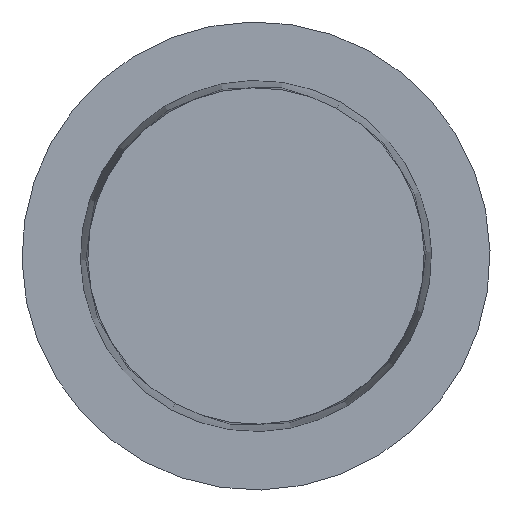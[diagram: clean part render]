
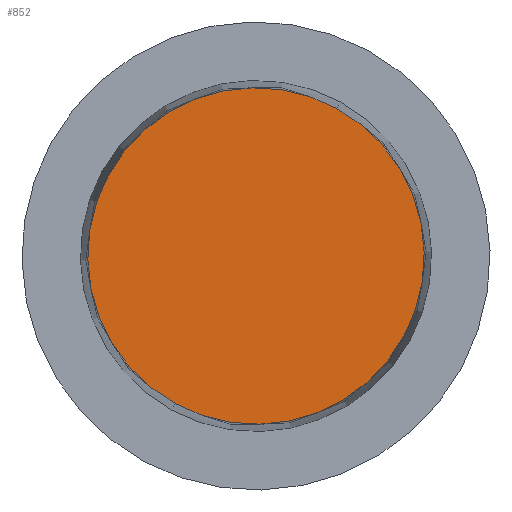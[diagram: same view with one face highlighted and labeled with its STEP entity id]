
A CAD part, front view. The second image highlights one B-rep face of the part: STEP entity #852.
In plain terms, the highlighted planar face has unit normal (0, -1, 0).
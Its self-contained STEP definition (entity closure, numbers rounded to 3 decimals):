
#829=CARTESIAN_POINT('Axis2P3D Location',(0.,-62.,5.75)) ;
#834=CARTESIAN_POINT('Axis2P3D Location',(0.,-62.,0.)) ;
#838=CARTESIAN_POINT('Vertex',(2.757,-62.,5.046)) ;
#840=CARTESIAN_POINT('Vertex',(-2.757,-62.,-5.046)) ;
#843=CARTESIAN_POINT('Axis2P3D Location',(0.,-62.,0.)) ;
#830=DIRECTION('Axis2P3D Direction',(-0.,1.,0.)) ;
#831=DIRECTION('Axis2P3D XDirection',(1.,0.,0.)) ;
#835=DIRECTION('Axis2P3D Direction',(-0.,1.,0.)) ;
#844=DIRECTION('Axis2P3D Direction',(-0.,1.,0.)) ;
#832=AXIS2_PLACEMENT_3D('Plane Axis2P3D',#829,#830,#831) ;
#836=AXIS2_PLACEMENT_3D('Circle Axis2P3D',#834,#835,$) ;
#845=AXIS2_PLACEMENT_3D('Circle Axis2P3D',#843,#844,$) ;
#849=ORIENTED_EDGE('',*,*,#842,.F.) ;
#850=ORIENTED_EDGE('',*,*,#847,.F.) ;
#852=ADVANCED_FACE('Corps principal',(#851),#833,.F.) ;
#837=CIRCLE('generated circle',#836,5.75) ;
#846=CIRCLE('generated circle',#845,5.75) ;
#842=EDGE_CURVE('',#839,#841,#837,.T.) ;
#847=EDGE_CURVE('',#841,#839,#846,.T.) ;
#848=EDGE_LOOP('',(#849,#850)) ;
#851=FACE_OUTER_BOUND('',#848,.T.) ;
#833=PLANE('Plane',#832) ;
#839=VERTEX_POINT('',#838) ;
#841=VERTEX_POINT('',#840) ;
